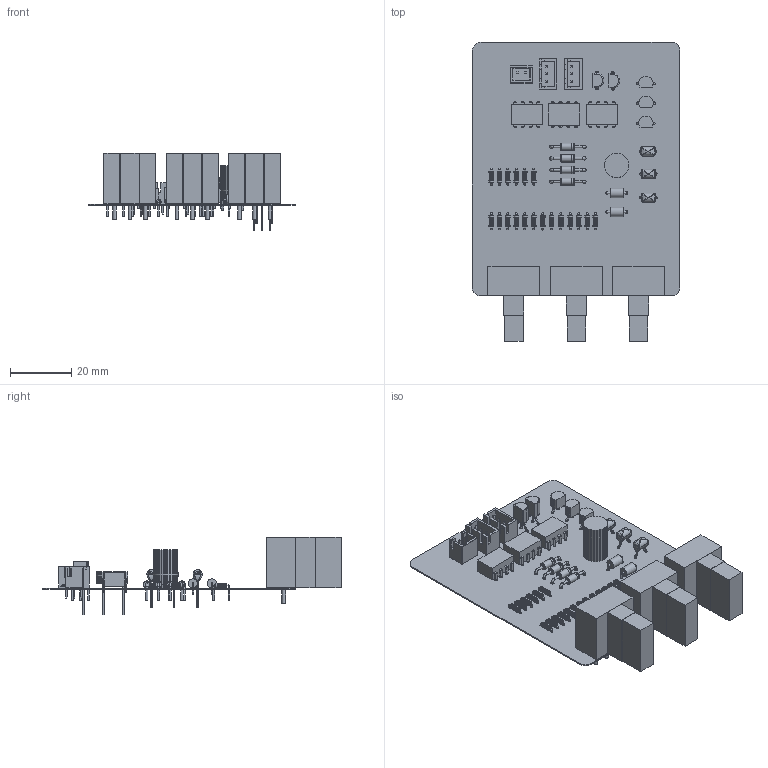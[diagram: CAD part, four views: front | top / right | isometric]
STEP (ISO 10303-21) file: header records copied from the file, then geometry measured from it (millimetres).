
FILE_DESCRIPTION(('Open CASCADE Model'),'2;1');
FILE_NAME('Open CASCADE Shape Model','2023-11-25T18:47:13',('Author'),( 'Open CASCADE'),'Open CASCADE STEP processor 6.8','Open CASCADE 6.8' ,'Unknown');
FILE_SCHEMA(('AUTOMOTIVE_DESIGN { 1 0 10303 214 1 1 1 1 }'));
Length unit declared in the file: millimetre
Products named in the file (121): PCB; Board; Open CASCADE STEP translator 6.8 1.1.1; C6; 7215287232; C3; C1; VR3; 7215282352; Body; Leads; VR2; VR1; U3; 7214559696; Extruded; 7214559856; 7214560016; 7214560176; U2; 7214557776; 7214557616; 7214555696; U1; TRN; Conn_JST_B3B-XH-A_LF_SN_eec; Pins; Marking; JST_Logo; R21; Res_Vishay_MRS16000C2002FCT00_eec; 2; 3; c1; c2; c3; c4; c5; Vishay; R20 ...
Assembly tree (230 placements, depth 8):
  PCB
    Board
      Open CASCADE STEP translator 6.8 1.1.1
    C6
      7215287232
    C3
      7215287232
    C1
      7215287232
    VR3
      7215282352
        Body
        Leads  x3
    VR2
      7215282352
        Body
        Leads  x3
    VR1
      7215282352
        Body
        Leads  x3
    U3
      7214559696  x8
        Extruded
      7214559856  x8
        Extruded
      7214560016  x8
        Extruded
      7214560176
        Extruded
    U2
      7214557776  x8
        Extruded
      7214557616  x8
        Extruded
      7214560016  x8
        Extruded
      7214555696
        Extruded
    U1
      7214560176
        Extruded
      7214560016  x8
        Extruded
      7214559856  x8
        Extruded
      7214559696  x8
        Extruded
    TRN
      Conn_JST_B3B-XH-A_LF_SN_eec
        Body
        Pins
        Marking
        JST_Logo
    R21
      Res_Vishay_MRS16000C2002FCT00_eec
        2
        3
        c1
        c2
Bounding box: 68.07 x 97.92 x 25.3 mm (x, y, z)
Volume: 18138.7 mm3; surface area: 24866.8 mm2
Topology: 646 solids, 646 shells, 5183 faces, 11319 edges, 7456 vertices
Faces by surface type: plane 3644, cylinder 743, bspline 570, torus 200, sphere 26
Full cylindrical faces by diameter (mm): 0.5 x76, 0.582 x8, 0.65 x38, 0.7 x6, 0.785 x16, 0.85 x4, 0.9 x41, 0.95 x6, 1 x2, 1.05 x8, 1.2 x27, 1.4 x218, 1.6 x38, 2.35 x12, 3.05 x2
Entity records: 41057 total; most frequent: CARTESIAN_POINT 9000, ORIENTED_EDGE 5548, DIRECTION 5471, EDGE_CURVE 2774, AXIS2_PLACEMENT_3D 1825, LINE 1821, VECTOR 1821, VERTEX_POINT 1788
